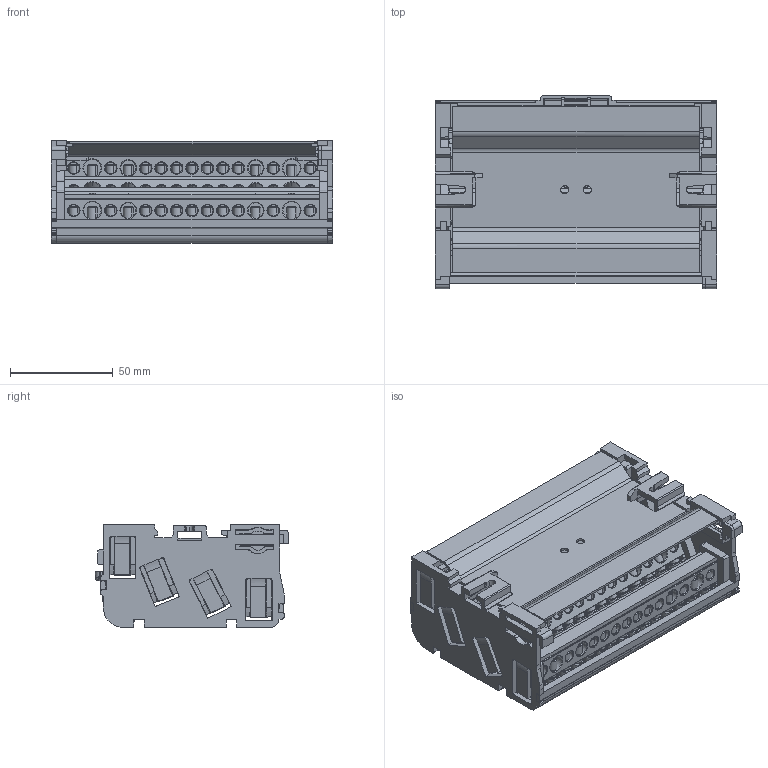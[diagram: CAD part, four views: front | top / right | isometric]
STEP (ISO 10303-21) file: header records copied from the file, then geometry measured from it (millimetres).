
FILE_DESCRIPTION (( 'STEP AP214' ), '1' );
FILE_NAME ('ÊÌ 4õ15.STEP', '2023-11-22T07:59:00', ( '' ), ( '' ), 'SwSTEP 2.0', 'SolidWorks 2022', '' );
FILE_SCHEMA (( 'AUTOMOTIVE_DESIGN' ));
Length unit declared in the file: millimetre
Products named in the file (10): КМ 4 крышка задняя 15 M1_уклоны; КМ держатель 15 отв 6.5х12_M1; КМ4 защелка_зерк_уклоны; КМ4х15 Стенка_уколны; KM Винт М5х10; КМ 4 крышка передняя 15 M1_уклон; КМ 4х15; КМ Шина 15_6,5х12_M1; КМ4х15 Стенка_зерк_уколны; КМ4 защелка
Assembly tree (74 placements, depth 2):
  КМ 4х15
    КМ4х15 Стенка_уколны
    КМ4х15 Стенка_зерк_уколны
    КМ 4 крышка передняя 15 M1_уклон
    КМ 4 крышка задняя 15 M1_уклоны
    КМ4 защелка
    КМ4 защелка_зерк_уклоны
    КМ Шина 15_6,5х12_M1  x4
    КМ держатель 15 отв 6.5х12_M1  x4
    KM Винт М5х10  x60
Bounding box: 137 x 94.12 x 50 mm (x, y, z)
Volume: 132223.9 mm3; surface area: 159550.9 mm2
Topology: 74 solids, 74 shells, 3692 faces, 10220 edges, 6658 vertices
Faces by surface type: plane 2129, cylinder 789, cone 524, torus 240, bspline 8, sphere 2
Entity records: 43749 total; most frequent: CARTESIAN_POINT 9718, ORIENTED_EDGE 7342, DIRECTION 6386, EDGE_CURVE 3671, VECTOR 2686, LINE 2686, VERTEX_POINT 2404, AXIS2_PLACEMENT_3D 1850
